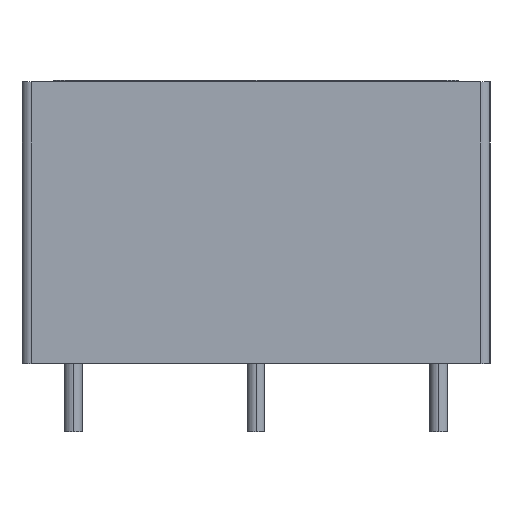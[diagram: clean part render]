
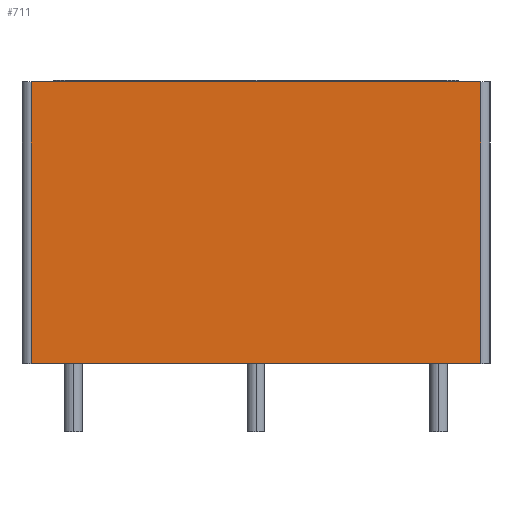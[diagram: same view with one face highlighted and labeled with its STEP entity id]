
A CAD part, left-side view. The second image highlights one B-rep face of the part: STEP entity #711.
In plain terms, the highlighted planar face has unit normal (-1, 0, 0).
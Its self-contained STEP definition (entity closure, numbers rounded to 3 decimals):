
#644=CARTESIAN_POINT('',(-25.7,12.5,15.65));
#645=VERTEX_POINT('',#644);
#663=CARTESIAN_POINT('',(-25.7,12.5,0.0));
#664=VERTEX_POINT('',#663);
#672=CARTESIAN_POINT('',(-25.7,12.5,0.0));
#673=DIRECTION('',(0.0,0.0,1.0));
#674=VECTOR('',#673,15.65);
#675=LINE('',#672,#674);
#676=EDGE_CURVE('',#664,#645,#675,.T.);
#681=CARTESIAN_POINT('',(-25.7,-12.75,0.0));
#682=DIRECTION('',(-1.0,0.0,0.0));
#683=DIRECTION('',(0.0,0.0,1.0));
#684=AXIS2_PLACEMENT_3D('',#681,#682,#683);
#685=PLANE('',#684);
#686=ORIENTED_EDGE('',*,*,#676,.F.);
#687=CARTESIAN_POINT('',(-25.7,-12.5,0.0));
#688=VERTEX_POINT('',#687);
#689=CARTESIAN_POINT('',(-25.7,12.5,0.0));
#690=DIRECTION('',(0.0,-1.0,0.0));
#691=VECTOR('',#690,25.0);
#692=LINE('',#689,#691);
#693=EDGE_CURVE('',#664,#688,#692,.T.);
#694=ORIENTED_EDGE('',*,*,#693,.T.);
#695=CARTESIAN_POINT('',(-25.7,-12.5,15.65));
#696=VERTEX_POINT('',#695);
#697=CARTESIAN_POINT('',(-25.7,-12.5,15.65));
#698=DIRECTION('',(0.0,0.0,-1.0));
#699=VECTOR('',#698,15.65);
#700=LINE('',#697,#699);
#701=EDGE_CURVE('',#696,#688,#700,.T.);
#702=ORIENTED_EDGE('',*,*,#701,.F.);
#703=CARTESIAN_POINT('',(-25.7,-12.5,15.65));
#704=DIRECTION('',(0.0,1.0,0.0));
#705=VECTOR('',#704,25.0);
#706=LINE('',#703,#705);
#707=EDGE_CURVE('',#696,#645,#706,.T.);
#708=ORIENTED_EDGE('',*,*,#707,.T.);
#709=EDGE_LOOP('',(#686,#694,#702,#708));
#710=FACE_OUTER_BOUND('',#709,.T.);
#711=ADVANCED_FACE('',(#710),#685,.T.);
